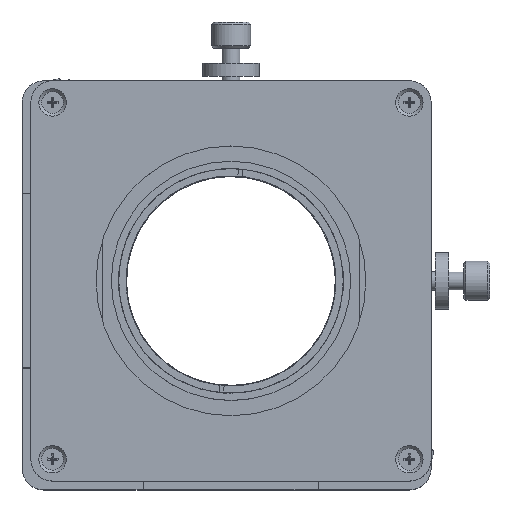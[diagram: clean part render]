
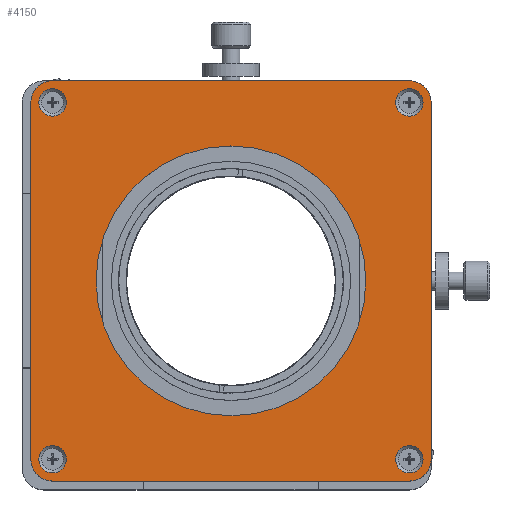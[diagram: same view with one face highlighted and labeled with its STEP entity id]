
A CAD part, top view. The second image highlights one B-rep face of the part: STEP entity #4150.
In plain terms, the highlighted planar face has unit normal (0, 0, 1).
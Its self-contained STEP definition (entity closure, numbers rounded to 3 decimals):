
#69 = ORIENTED_EDGE ( 'NONE', *, *, #13966, .F. ) ;
#71 = DIRECTION ( 'NONE',  ( 0., -1., 0. ) ) ;
#220 = EDGE_LOOP ( 'NONE', ( #3146 ) ) ;
#222 = CARTESIAN_POINT ( 'NONE',  ( 46., 41., 16. ) ) ;
#255 = FACE_BOUND ( 'NONE', #2698, .T. ) ;
#314 = CARTESIAN_POINT ( 'NONE',  ( -46., -41., 16. ) ) ;
#446 = CARTESIAN_POINT ( 'NONE',  ( -46., 46., 16. ) ) ;
#511 = VERTEX_POINT ( 'NONE', #7002 ) ;
#613 = CARTESIAN_POINT ( 'NONE',  ( 41., 41., 16. ) ) ;
#634 = VECTOR ( 'NONE', #71, 1000. ) ;
#850 = DIRECTION ( 'NONE',  ( 0., 0., 1. ) ) ;
#1411 = DIRECTION ( 'NONE',  ( 0., 1., 0. ) ) ;
#1487 = EDGE_CURVE ( 'NONE', #511, #10926, #13177, .T. ) ;
#1512 = FACE_BOUND ( 'NONE', #3399, .T. ) ;
#1544 = LINE ( 'NONE', #446, #6541 ) ;
#1943 = DIRECTION ( 'NONE',  ( 1., 0., 0. ) ) ;
#2308 = DIRECTION ( 'NONE',  ( -1., 0., 0. ) ) ;
#2338 = CARTESIAN_POINT ( 'NONE',  ( -46., -46., 16. ) ) ;
#2470 = AXIS2_PLACEMENT_3D ( 'NONE', #8462, #7189, #2308 ) ;
#2512 = VERTEX_POINT ( 'NONE', #15559 ) ;
#2575 = DIRECTION ( 'NONE',  ( 1., 0., 0. ) ) ;
#2698 = EDGE_LOOP ( 'NONE', ( #13224 ) ) ;
#2732 = CARTESIAN_POINT ( 'NONE',  ( -41., 41., 16. ) ) ;
#2736 = CARTESIAN_POINT ( 'NONE',  ( 46., -46., 16. ) ) ;
#2814 = LINE ( 'NONE', #2736, #5545 ) ;
#2949 = CIRCLE ( 'NONE', #13813, 3.15 ) ;
#2968 = CARTESIAN_POINT ( 'NONE',  ( 31., 0., 16. ) ) ;
#3067 = EDGE_CURVE ( 'NONE', #4030, #4030, #2949, .T. ) ;
#3089 = DIRECTION ( 'NONE',  ( 0., 0., 1. ) ) ;
#3146 = ORIENTED_EDGE ( 'NONE', *, *, #3067, .F. ) ;
#3149 = AXIS2_PLACEMENT_3D ( 'NONE', #14665, #7446, #14744 ) ;
#3297 = CARTESIAN_POINT ( 'NONE',  ( -37.85, 41., 16. ) ) ;
#3399 = EDGE_LOOP ( 'NONE', ( #69 ) ) ;
#3430 = DIRECTION ( 'NONE',  ( 0., 0., 1. ) ) ;
#3446 = ORIENTED_EDGE ( 'NONE', *, *, #9995, .T. ) ;
#3603 = EDGE_CURVE ( 'NONE', #12078, #511, #11312, .T. ) ;
#3627 = FACE_OUTER_BOUND ( 'NONE', #10824, .T. ) ;
#3703 = CARTESIAN_POINT ( 'NONE',  ( -46., 46., 16. ) ) ;
#3947 = CARTESIAN_POINT ( 'NONE',  ( 44.15, -41., 16. ) ) ;
#4015 = VERTEX_POINT ( 'NONE', #4727 ) ;
#4030 = VERTEX_POINT ( 'NONE', #3947 ) ;
#4071 = AXIS2_PLACEMENT_3D ( 'NONE', #4275, #3089, #13933 ) ;
#4112 = AXIS2_PLACEMENT_3D ( 'NONE', #5860, #7991, #11958 ) ;
#4150 = ADVANCED_FACE ( 'NONE', ( #7332, #4882, #11143, #255, #1512, #3627 ), #8445, .F. ) ;
#4187 = VECTOR ( 'NONE', #1943, 1000. ) ;
#4275 = CARTESIAN_POINT ( 'NONE',  ( -41., -41., 16. ) ) ;
#4456 = DIRECTION ( 'NONE',  ( 1., 0., 0. ) ) ;
#4535 = CARTESIAN_POINT ( 'NONE',  ( -41., -41., 16. ) ) ;
#4727 = CARTESIAN_POINT ( 'NONE',  ( 46., -41., 16. ) ) ;
#4827 = VERTEX_POINT ( 'NONE', #5086 ) ;
#4829 = ORIENTED_EDGE ( 'NONE', *, *, #5926, .F. ) ;
#4882 = FACE_BOUND ( 'NONE', #9889, .T. ) ;
#5086 = CARTESIAN_POINT ( 'NONE',  ( 41., -46., 16. ) ) ;
#5545 = VECTOR ( 'NONE', #1411, 1000. ) ;
#5860 = CARTESIAN_POINT ( 'NONE',  ( 41., -41., 16. ) ) ;
#5885 = DIRECTION ( 'NONE',  ( -1., 0., 0. ) ) ;
#5926 = EDGE_CURVE ( 'NONE', #10338, #10338, #6014, .T. ) ;
#5965 = CARTESIAN_POINT ( 'NONE',  ( 41., 41., 16. ) ) ;
#6014 = CIRCLE ( 'NONE', #14881, 3.15 ) ;
#6541 = VECTOR ( 'NONE', #7530, 1000. ) ;
#6600 = CARTESIAN_POINT ( 'NONE',  ( -37.85, -41., 16. ) ) ;
#6691 = CIRCLE ( 'NONE', #3149, 31. ) ;
#6734 = DIRECTION ( 'NONE',  ( 0., 0., 1. ) ) ;
#7002 = CARTESIAN_POINT ( 'NONE',  ( -46., 41., 16. ) ) ;
#7013 = EDGE_CURVE ( 'NONE', #10095, #12078, #1544, .T. ) ;
#7189 = DIRECTION ( 'NONE',  ( 0., 0., 1. ) ) ;
#7332 = FACE_BOUND ( 'NONE', #8528, .T. ) ;
#7446 = DIRECTION ( 'NONE',  ( 0., 0., 1. ) ) ;
#7468 = AXIS2_PLACEMENT_3D ( 'NONE', #4535, #850, #4456 ) ;
#7530 = DIRECTION ( 'NONE',  ( -1., 0., 0. ) ) ;
#7991 = DIRECTION ( 'NONE',  ( 0., 0., 1. ) ) ;
#8188 = EDGE_CURVE ( 'NONE', #4015, #12464, #2814, .T. ) ;
#8365 = EDGE_CURVE ( 'NONE', #2512, #2512, #11349, .T. ) ;
#8445 = PLANE ( 'NONE',  #9021 ) ;
#8462 = CARTESIAN_POINT ( 'NONE',  ( -41., 41., 16. ) ) ;
#8501 = ORIENTED_EDGE ( 'NONE', *, *, #1487, .T. ) ;
#8528 = EDGE_LOOP ( 'NONE', ( #4829 ) ) ;
#8568 = AXIS2_PLACEMENT_3D ( 'NONE', #613, #6734, #14109 ) ;
#8910 = CARTESIAN_POINT ( 'NONE',  ( 41., -41., 16. ) ) ;
#9021 = AXIS2_PLACEMENT_3D ( 'NONE', #3703, #13275, #9788 ) ;
#9084 = ORIENTED_EDGE ( 'NONE', *, *, #8365, .F. ) ;
#9788 = DIRECTION ( 'NONE',  ( -1., 0., 0. ) ) ;
#9889 = EDGE_LOOP ( 'NONE', ( #9084 ) ) ;
#9995 = EDGE_CURVE ( 'NONE', #10926, #12199, #11902, .T. ) ;
#10095 = VERTEX_POINT ( 'NONE', #13219 ) ;
#10183 = DIRECTION ( 'NONE',  ( 0., 0., 1. ) ) ;
#10338 = VERTEX_POINT ( 'NONE', #3297 ) ;
#10824 = EDGE_LOOP ( 'NONE', ( #8501, #3446, #12884, #11996, #14025, #11318, #10852, #14615 ) ) ;
#10852 = ORIENTED_EDGE ( 'NONE', *, *, #7013, .T. ) ;
#10926 = VERTEX_POINT ( 'NONE', #314 ) ;
#11143 = FACE_BOUND ( 'NONE', #220, .T. ) ;
#11312 = CIRCLE ( 'NONE', #2470, 5. ) ;
#11318 = ORIENTED_EDGE ( 'NONE', *, *, #15156, .T. ) ;
#11349 = CIRCLE ( 'NONE', #8568, 3.15 ) ;
#11545 = EDGE_CURVE ( 'NONE', #4827, #4015, #11947, .T. ) ;
#11658 = CARTESIAN_POINT ( 'NONE',  ( -41., -46., 16. ) ) ;
#11663 = VERTEX_POINT ( 'NONE', #2968 ) ;
#11902 = CIRCLE ( 'NONE', #4071, 5. ) ;
#11947 = CIRCLE ( 'NONE', #4112, 5. ) ;
#11958 = DIRECTION ( 'NONE',  ( -1., 0., 0. ) ) ;
#11996 = ORIENTED_EDGE ( 'NONE', *, *, #11545, .T. ) ;
#12078 = VERTEX_POINT ( 'NONE', #13438 ) ;
#12199 = VERTEX_POINT ( 'NONE', #11658 ) ;
#12306 = DIRECTION ( 'NONE',  ( 0., 0., 1. ) ) ;
#12464 = VERTEX_POINT ( 'NONE', #222 ) ;
#12561 = DIRECTION ( 'NONE',  ( 1., 0., 0. ) ) ;
#12619 = LINE ( 'NONE', #15065, #4187 ) ;
#12884 = ORIENTED_EDGE ( 'NONE', *, *, #15090, .T. ) ;
#13177 = LINE ( 'NONE', #2338, #634 ) ;
#13219 = CARTESIAN_POINT ( 'NONE',  ( 41., 46., 16. ) ) ;
#13224 = ORIENTED_EDGE ( 'NONE', *, *, #13858, .F. ) ;
#13275 = DIRECTION ( 'NONE',  ( 0., 0., -1. ) ) ;
#13438 = CARTESIAN_POINT ( 'NONE',  ( -41., 46., 16. ) ) ;
#13576 = AXIS2_PLACEMENT_3D ( 'NONE', #5965, #3430, #5885 ) ;
#13812 = VERTEX_POINT ( 'NONE', #6600 ) ;
#13813 = AXIS2_PLACEMENT_3D ( 'NONE', #8910, #10183, #12561 ) ;
#13858 = EDGE_CURVE ( 'NONE', #13812, #13812, #14282, .T. ) ;
#13933 = DIRECTION ( 'NONE',  ( -1., 0., 0. ) ) ;
#13966 = EDGE_CURVE ( 'NONE', #11663, #11663, #6691, .T. ) ;
#14025 = ORIENTED_EDGE ( 'NONE', *, *, #8188, .T. ) ;
#14109 = DIRECTION ( 'NONE',  ( 1., 0., 0. ) ) ;
#14282 = CIRCLE ( 'NONE', #7468, 3.15 ) ;
#14615 = ORIENTED_EDGE ( 'NONE', *, *, #3603, .T. ) ;
#14665 = CARTESIAN_POINT ( 'NONE',  ( 0., 0., 16. ) ) ;
#14744 = DIRECTION ( 'NONE',  ( 1., 0., 0. ) ) ;
#14881 = AXIS2_PLACEMENT_3D ( 'NONE', #2732, #12306, #2575 ) ;
#15065 = CARTESIAN_POINT ( 'NONE',  ( -46., -46., 16. ) ) ;
#15069 = CIRCLE ( 'NONE', #13576, 5. ) ;
#15090 = EDGE_CURVE ( 'NONE', #12199, #4827, #12619, .T. ) ;
#15156 = EDGE_CURVE ( 'NONE', #12464, #10095, #15069, .T. ) ;
#15559 = CARTESIAN_POINT ( 'NONE',  ( 44.15, 41., 16. ) ) ;
